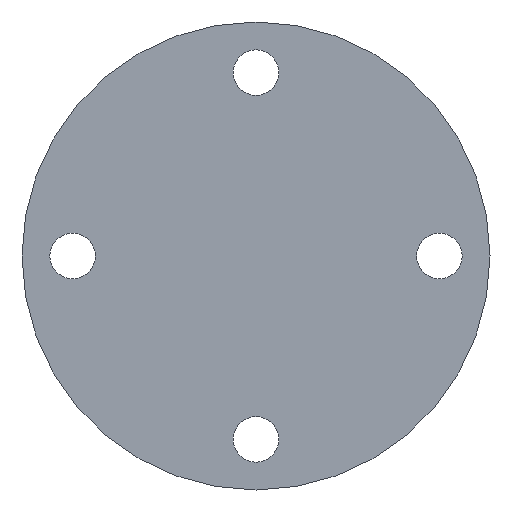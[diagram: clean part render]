
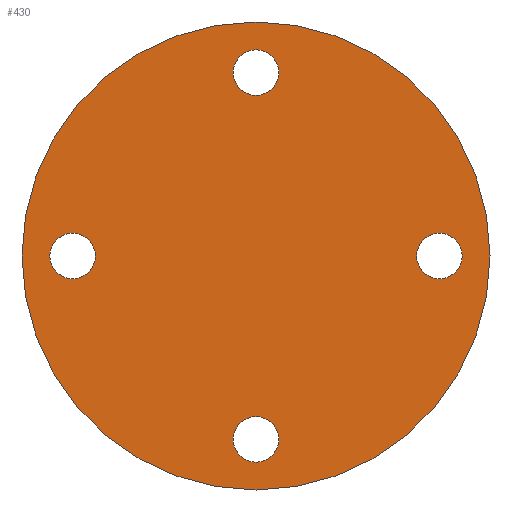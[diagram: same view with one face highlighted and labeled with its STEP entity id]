
A CAD part, front view. The second image highlights one B-rep face of the part: STEP entity #430.
In plain terms, the highlighted planar face has unit normal (0, -1, 0).
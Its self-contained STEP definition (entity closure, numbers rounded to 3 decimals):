
#3 = EDGE_CURVE ( 'NONE', #55, #597, #69, .T. ) ;
#4 = ORIENTED_EDGE ( 'NONE', *, *, #127, .T. ) ;
#7 = AXIS2_PLACEMENT_3D ( 'NONE', #500, #328, #171 ) ;
#13 = EDGE_LOOP ( 'NONE', ( #404, #109 ) ) ;
#22 = CARTESIAN_POINT ( 'NONE',  ( -72.5, 0., 9. ) ) ;
#39 = DIRECTION ( 'NONE',  ( 0., 1., 0. ) ) ;
#47 = CARTESIAN_POINT ( 'NONE',  ( 0., 0., -72.5 ) ) ;
#50 = DIRECTION ( 'NONE',  ( 0., 0., 1. ) ) ;
#55 = VERTEX_POINT ( 'NONE', #368 ) ;
#57 = CARTESIAN_POINT ( 'NONE',  ( 0., 0., 0. ) ) ;
#62 = DIRECTION ( 'NONE',  ( 0., 1., 0. ) ) ;
#64 = EDGE_CURVE ( 'NONE', #118, #528, #365, .T. ) ;
#68 = CARTESIAN_POINT ( 'NONE',  ( 0., 0., -72.5 ) ) ;
#69 = CIRCLE ( 'NONE', #465, 92.5 ) ;
#75 = CARTESIAN_POINT ( 'NONE',  ( 0., 0., 0. ) ) ;
#78 = AXIS2_PLACEMENT_3D ( 'NONE', #68, #39, #412 ) ;
#85 = DIRECTION ( 'NONE',  ( 0., 1., 0. ) ) ;
#91 = EDGE_LOOP ( 'NONE', ( #575, #397 ) ) ;
#100 = CIRCLE ( 'NONE', #535, 9. ) ;
#101 = CARTESIAN_POINT ( 'NONE',  ( -72.5, 0., 0. ) ) ;
#108 = DIRECTION ( 'NONE',  ( 0., 1., 0. ) ) ;
#109 = ORIENTED_EDGE ( 'NONE', *, *, #136, .T. ) ;
#111 = CIRCLE ( 'NONE', #408, 9. ) ;
#117 = CARTESIAN_POINT ( 'NONE',  ( 0., 0., 92.5 ) ) ;
#118 = VERTEX_POINT ( 'NONE', #323 ) ;
#122 = CIRCLE ( 'NONE', #473, 9. ) ;
#127 = EDGE_CURVE ( 'NONE', #506, #619, #199, .T. ) ;
#128 = AXIS2_PLACEMENT_3D ( 'NONE', #132, #558, #275 ) ;
#132 = CARTESIAN_POINT ( 'NONE',  ( 72.5, 0., 0. ) ) ;
#136 = EDGE_CURVE ( 'NONE', #313, #242, #371, .T. ) ;
#143 = ORIENTED_EDGE ( 'NONE', *, *, #240, .T. ) ;
#146 = ORIENTED_EDGE ( 'NONE', *, *, #64, .T. ) ;
#153 = CARTESIAN_POINT ( 'NONE',  ( 0., 0., 72.5 ) ) ;
#155 = CARTESIAN_POINT ( 'NONE',  ( -72.5, 0., -9. ) ) ;
#156 = DIRECTION ( 'NONE',  ( 0., 0., 1. ) ) ;
#171 = DIRECTION ( 'NONE',  ( 0., 0., 1. ) ) ;
#173 = DIRECTION ( 'NONE',  ( 0., 0., 1. ) ) ;
#179 = CIRCLE ( 'NONE', #78, 9. ) ;
#199 = CIRCLE ( 'NONE', #331, 9. ) ;
#207 = FACE_BOUND ( 'NONE', #13, .T. ) ;
#231 = DIRECTION ( 'NONE',  ( 0., 0., 1. ) ) ;
#236 = EDGE_LOOP ( 'NONE', ( #4, #588 ) ) ;
#240 = EDGE_CURVE ( 'NONE', #528, #118, #122, .T. ) ;
#242 = VERTEX_POINT ( 'NONE', #256 ) ;
#247 = DIRECTION ( 'NONE',  ( 0., 0., 1. ) ) ;
#256 = CARTESIAN_POINT ( 'NONE',  ( 0., 0., -63.5 ) ) ;
#274 = AXIS2_PLACEMENT_3D ( 'NONE', #57, #498, #247 ) ;
#275 = DIRECTION ( 'NONE',  ( 0., 0., 1. ) ) ;
#293 = FACE_OUTER_BOUND ( 'NONE', #295, .T. ) ;
#295 = EDGE_LOOP ( 'NONE', ( #306, #392 ) ) ;
#305 = PLANE ( 'NONE',  #7 ) ;
#306 = ORIENTED_EDGE ( 'NONE', *, *, #3, .F. ) ;
#313 = VERTEX_POINT ( 'NONE', #548 ) ;
#323 = CARTESIAN_POINT ( 'NONE',  ( 0., 0., 81.5 ) ) ;
#328 = DIRECTION ( 'NONE',  ( 0., 1., 0. ) ) ;
#331 = AXIS2_PLACEMENT_3D ( 'NONE', #482, #571, #50 ) ;
#340 = CIRCLE ( 'NONE', #128, 9. ) ;
#346 = CARTESIAN_POINT ( 'NONE',  ( 72.5, 0., 0. ) ) ;
#365 = CIRCLE ( 'NONE', #520, 9. ) ;
#368 = CARTESIAN_POINT ( 'NONE',  ( 0., 0., -92.5 ) ) ;
#370 = DIRECTION ( 'NONE',  ( 0., 1., 0. ) ) ;
#371 = CIRCLE ( 'NONE', #587, 9. ) ;
#379 = CARTESIAN_POINT ( 'NONE',  ( 72.5, 0., -9. ) ) ;
#392 = ORIENTED_EDGE ( 'NONE', *, *, #402, .F. ) ;
#397 = ORIENTED_EDGE ( 'NONE', *, *, #602, .T. ) ;
#402 = EDGE_CURVE ( 'NONE', #597, #55, #557, .T. ) ;
#404 = ORIENTED_EDGE ( 'NONE', *, *, #450, .T. ) ;
#408 = AXIS2_PLACEMENT_3D ( 'NONE', #101, #62, #445 ) ;
#412 = DIRECTION ( 'NONE',  ( 0., 0., 1. ) ) ;
#421 = EDGE_CURVE ( 'NONE', #619, #506, #111, .T. ) ;
#430 = ADVANCED_FACE ( 'NONE', ( #541, #543, #495, #207, #293 ), #305, .F. ) ;
#440 = EDGE_LOOP ( 'NONE', ( #146, #143 ) ) ;
#441 = DIRECTION ( 'NONE',  ( 0., 1., 0. ) ) ;
#445 = DIRECTION ( 'NONE',  ( 0., 0., 1. ) ) ;
#450 = EDGE_CURVE ( 'NONE', #242, #313, #179, .T. ) ;
#465 = AXIS2_PLACEMENT_3D ( 'NONE', #75, #501, #173 ) ;
#473 = AXIS2_PLACEMENT_3D ( 'NONE', #153, #108, #156 ) ;
#482 = CARTESIAN_POINT ( 'NONE',  ( -72.5, 0., 0. ) ) ;
#491 = EDGE_CURVE ( 'NONE', #518, #603, #340, .T. ) ;
#495 = FACE_BOUND ( 'NONE', #236, .T. ) ;
#498 = DIRECTION ( 'NONE',  ( 0., 1., 0. ) ) ;
#500 = CARTESIAN_POINT ( 'NONE',  ( 0., 0., 0. ) ) ;
#501 = DIRECTION ( 'NONE',  ( 0., 1., 0. ) ) ;
#506 = VERTEX_POINT ( 'NONE', #22 ) ;
#513 = CARTESIAN_POINT ( 'NONE',  ( 0., 0., 63.5 ) ) ;
#515 = CARTESIAN_POINT ( 'NONE',  ( 72.5, 0., 9. ) ) ;
#518 = VERTEX_POINT ( 'NONE', #515 ) ;
#520 = AXIS2_PLACEMENT_3D ( 'NONE', #559, #370, #562 ) ;
#528 = VERTEX_POINT ( 'NONE', #513 ) ;
#535 = AXIS2_PLACEMENT_3D ( 'NONE', #346, #441, #231 ) ;
#541 = FACE_BOUND ( 'NONE', #91, .T. ) ;
#543 = FACE_BOUND ( 'NONE', #440, .T. ) ;
#548 = CARTESIAN_POINT ( 'NONE',  ( 0., 0., -81.5 ) ) ;
#557 = CIRCLE ( 'NONE', #274, 92.5 ) ;
#558 = DIRECTION ( 'NONE',  ( 0., 1., 0. ) ) ;
#559 = CARTESIAN_POINT ( 'NONE',  ( 0., 0., 72.5 ) ) ;
#562 = DIRECTION ( 'NONE',  ( 0., 0., 1. ) ) ;
#571 = DIRECTION ( 'NONE',  ( 0., 1., 0. ) ) ;
#575 = ORIENTED_EDGE ( 'NONE', *, *, #491, .T. ) ;
#581 = DIRECTION ( 'NONE',  ( 0., 0., 1. ) ) ;
#587 = AXIS2_PLACEMENT_3D ( 'NONE', #47, #85, #581 ) ;
#588 = ORIENTED_EDGE ( 'NONE', *, *, #421, .T. ) ;
#597 = VERTEX_POINT ( 'NONE', #117 ) ;
#602 = EDGE_CURVE ( 'NONE', #603, #518, #100, .T. ) ;
#603 = VERTEX_POINT ( 'NONE', #379 ) ;
#619 = VERTEX_POINT ( 'NONE', #155 ) ;
